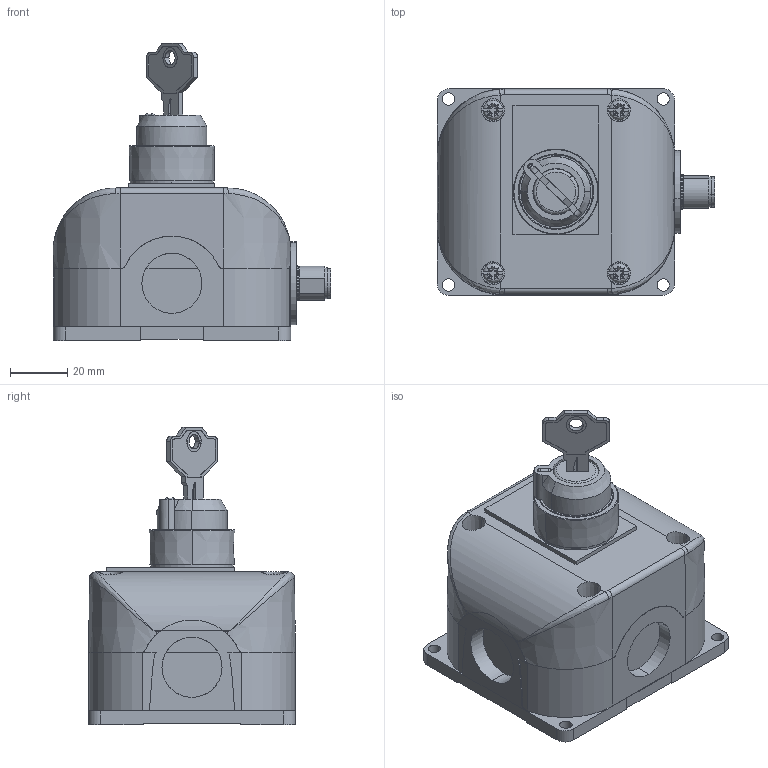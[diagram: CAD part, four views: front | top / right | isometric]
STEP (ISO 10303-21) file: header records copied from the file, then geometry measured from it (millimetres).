
FILE_DESCRIPTION (( 'STEP AP203' ), '1' );
FILE_NAME ('SB114-061-G-M.step', '2025-02-06T16:33:19', ( '' ), ( '' ), 'SwSTEP 2.0', 'SolidWorks 2024', '' );
FILE_SCHEMA (( 'CONFIG_CONTROL_DESIGN' ));
Length unit declared in the file: inch
Products named in the file (1): SB114-061-G-M
Bounding box: 97.05 x 72.29 x 103.8 mm (x, y, z)
Volume: 223174.4 mm3; surface area: 67106.2 mm2
Topology: 11 solids, 15 shells, 929 faces, 2433 edges, 1582 vertices
Faces by surface type: plane 479, cylinder 312, bspline 85, cone 53
Entity records: 36139 total; most frequent: CARTESIAN_POINT 14128, ORIENTED_EDGE 4826, DIRECTION 4160, EDGE_CURVE 2413, VERTEX_POINT 1582, AXIS2_PLACEMENT_3D 1421, LINE 1318, VECTOR 1318
